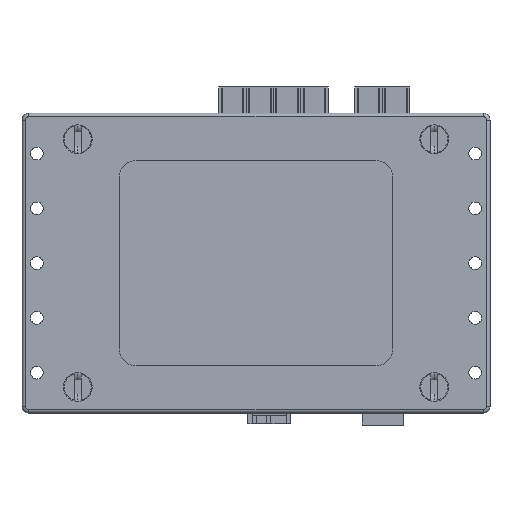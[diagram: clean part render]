
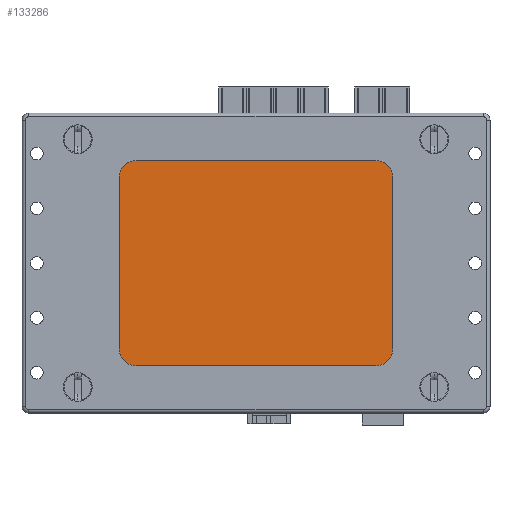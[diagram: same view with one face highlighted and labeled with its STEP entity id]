
A CAD part, front view. The second image highlights one B-rep face of the part: STEP entity #133286.
In plain terms, the highlighted planar face has unit normal (0, -1, 0).
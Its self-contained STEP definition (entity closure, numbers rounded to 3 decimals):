
#3434 = ORIENTED_EDGE ( 'NONE', *, *, #4444, .T. ) ;
#4444 = EDGE_CURVE ( 'NONE', #97349, #92236, #237411, .T. ) ;
#12017 = CIRCLE ( 'NONE', #86759, 5. ) ;
#15641 = FACE_OUTER_BOUND ( 'NONE', #240519, .T. ) ;
#16212 = DIRECTION ( 'NONE',  ( 0., 0., -1. ) ) ;
#23438 = DIRECTION ( 'NONE',  ( 0., -1., 0. ) ) ;
#24305 = CARTESIAN_POINT ( 'NONE',  ( 31.726, 71.785, 110.412 ) ) ;
#33900 = LINE ( 'NONE', #141335, #246145 ) ;
#37970 = VERTEX_POINT ( 'NONE', #217339 ) ;
#40121 = CARTESIAN_POINT ( 'NONE',  ( 26.726, 71.785, 115.412 ) ) ;
#40994 = DIRECTION ( 'NONE',  ( 0., 0., -1. ) ) ;
#47504 = CIRCLE ( 'NONE', #243392, 5. ) ;
#52618 = DIRECTION ( 'NONE',  ( 0., 0., -1. ) ) ;
#52851 = EDGE_CURVE ( 'NONE', #92236, #206501, #47504, .T. ) ;
#57670 = CIRCLE ( 'NONE', #119963, 5. ) ;
#58161 = ORIENTED_EDGE ( 'NONE', *, *, #152543, .T. ) ;
#58884 = CARTESIAN_POINT ( 'NONE',  ( 101.726, 71.785, 110.412 ) ) ;
#63891 = CARTESIAN_POINT ( 'NONE',  ( 106.726, 71.785, 110.412 ) ) ;
#64426 = DIRECTION ( 'NONE',  ( 0., 0., -1. ) ) ;
#72655 = CARTESIAN_POINT ( 'NONE',  ( 101.726, 71.785, 60.412 ) ) ;
#72953 = VERTEX_POINT ( 'NONE', #63891 ) ;
#82216 = VERTEX_POINT ( 'NONE', #145033 ) ;
#82869 = DIRECTION ( 'NONE',  ( -1., 0., 0. ) ) ;
#85171 = EDGE_CURVE ( 'NONE', #82216, #37970, #211746, .T. ) ;
#86759 = AXIS2_PLACEMENT_3D ( 'NONE', #91702, #213796, #94283 ) ;
#89423 = ORIENTED_EDGE ( 'NONE', *, *, #124654, .T. ) ;
#91702 = CARTESIAN_POINT ( 'NONE',  ( 31.726, 71.785, 60.412 ) ) ;
#92236 = VERTEX_POINT ( 'NONE', #124765 ) ;
#94283 = DIRECTION ( 'NONE',  ( 0., 0., -1. ) ) ;
#95347 = DIRECTION ( 'NONE',  ( 0., -1., 0. ) ) ;
#97349 = VERTEX_POINT ( 'NONE', #216003 ) ;
#97511 = CARTESIAN_POINT ( 'NONE',  ( 101.726, 71.785, 115.412 ) ) ;
#103968 = LINE ( 'NONE', #254462, #256931 ) ;
#114507 = AXIS2_PLACEMENT_3D ( 'NONE', #175630, #173946, #52618 ) ;
#114609 = PLANE ( 'NONE',  #114507 ) ;
#119963 = AXIS2_PLACEMENT_3D ( 'NONE', #58884, #196771, #16212 ) ;
#124654 = EDGE_CURVE ( 'NONE', #228753, #82216, #171168, .T. ) ;
#124765 = CARTESIAN_POINT ( 'NONE',  ( 101.726, 71.785, 55.412 ) ) ;
#131357 = DIRECTION ( 'NONE',  ( 1., 0., 0. ) ) ;
#133286 = ADVANCED_FACE ( 'NONE', ( #15641 ), #114609, .T. ) ;
#141335 = CARTESIAN_POINT ( 'NONE',  ( 26.726, 71.785, 115.412 ) ) ;
#145033 = CARTESIAN_POINT ( 'NONE',  ( 26.726, 71.785, 110.412 ) ) ;
#152543 = EDGE_CURVE ( 'NONE', #206501, #72953, #103968, .T. ) ;
#155232 = VERTEX_POINT ( 'NONE', #97511 ) ;
#163626 = ORIENTED_EDGE ( 'NONE', *, *, #52851, .T. ) ;
#167095 = ORIENTED_EDGE ( 'NONE', *, *, #210998, .T. ) ;
#171168 = CIRCLE ( 'NONE', #232151, 5. ) ;
#173946 = DIRECTION ( 'NONE',  ( 0., -1., 0. ) ) ;
#175630 = CARTESIAN_POINT ( 'NONE',  ( 66.726, 71.785, 85.412 ) ) ;
#177500 = ORIENTED_EDGE ( 'NONE', *, *, #246014, .T. ) ;
#184292 = VECTOR ( 'NONE', #131357, 1000. ) ;
#196771 = DIRECTION ( 'NONE',  ( 0., -1., 0. ) ) ;
#205411 = ORIENTED_EDGE ( 'NONE', *, *, #244280, .T. ) ;
#206501 = VERTEX_POINT ( 'NONE', #242219 ) ;
#210998 = EDGE_CURVE ( 'NONE', #37970, #97349, #12017, .T. ) ;
#211746 = LINE ( 'NONE', #40121, #258559 ) ;
#212035 = ORIENTED_EDGE ( 'NONE', *, *, #85171, .T. ) ;
#212456 = CARTESIAN_POINT ( 'NONE',  ( 26.726, 71.785, 55.412 ) ) ;
#213450 = DIRECTION ( 'NONE',  ( 0., 0., 1. ) ) ;
#213796 = DIRECTION ( 'NONE',  ( 0., -1., 0. ) ) ;
#216003 = CARTESIAN_POINT ( 'NONE',  ( 31.726, 71.785, 55.412 ) ) ;
#217339 = CARTESIAN_POINT ( 'NONE',  ( 26.726, 71.785, 60.412 ) ) ;
#228753 = VERTEX_POINT ( 'NONE', #235723 ) ;
#232151 = AXIS2_PLACEMENT_3D ( 'NONE', #24305, #23438, #64426 ) ;
#234885 = DIRECTION ( 'NONE',  ( 0., 0., -1. ) ) ;
#235723 = CARTESIAN_POINT ( 'NONE',  ( 31.726, 71.785, 115.412 ) ) ;
#237411 = LINE ( 'NONE', #212456, #184292 ) ;
#240519 = EDGE_LOOP ( 'NONE', ( #212035, #167095, #3434, #163626, #58161, #205411, #177500, #89423 ) ) ;
#242219 = CARTESIAN_POINT ( 'NONE',  ( 106.726, 71.785, 60.412 ) ) ;
#243392 = AXIS2_PLACEMENT_3D ( 'NONE', #72655, #95347, #234885 ) ;
#244280 = EDGE_CURVE ( 'NONE', #72953, #155232, #57670, .T. ) ;
#246014 = EDGE_CURVE ( 'NONE', #155232, #228753, #33900, .T. ) ;
#246145 = VECTOR ( 'NONE', #82869, 1000. ) ;
#254462 = CARTESIAN_POINT ( 'NONE',  ( 106.726, 71.785, 115.412 ) ) ;
#256931 = VECTOR ( 'NONE', #213450, 1000. ) ;
#258559 = VECTOR ( 'NONE', #40994, 1000. ) ;
